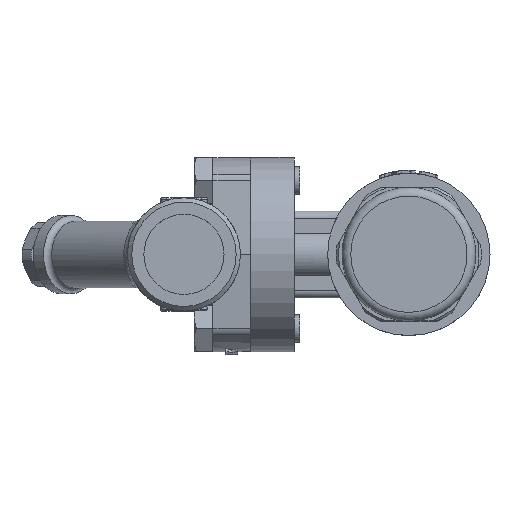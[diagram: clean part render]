
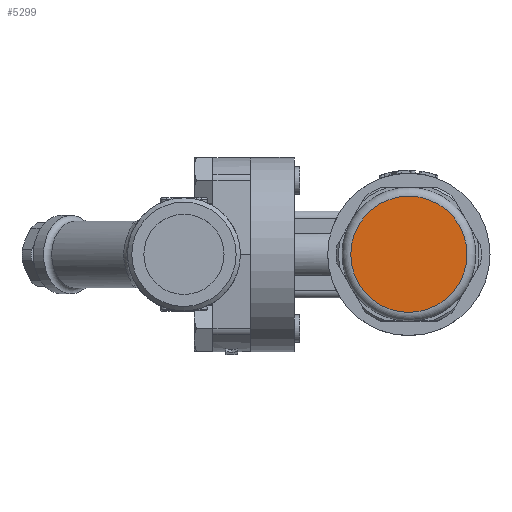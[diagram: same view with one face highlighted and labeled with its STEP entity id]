
A CAD part, top view. The second image highlights one B-rep face of the part: STEP entity #5299.
In plain terms, the highlighted planar face has unit normal (0, 0, 1).
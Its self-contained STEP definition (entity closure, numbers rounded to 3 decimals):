
#404=PLANE('',#5738);
#568=FACE_OUTER_BOUND('',#913,.T.);
#913=EDGE_LOOP('',(#3816,#3817));
#1855=CIRCLE('',#5735,20.05);
#1856=CIRCLE('',#5736,20.05);
#2237=VERTEX_POINT('',#8456);
#2238=VERTEX_POINT('',#8457);
#2824=EDGE_CURVE('',#2237,#2238,#1855,.T.);
#2825=EDGE_CURVE('',#2238,#2237,#1856,.T.);
#3816=ORIENTED_EDGE('',*,*,#2824,.T.);
#3817=ORIENTED_EDGE('',*,*,#2825,.T.);
#5299=ADVANCED_FACE('',(#568),#404,.T.);
#5735=AXIS2_PLACEMENT_3D('',#8458,#6603,#6604);
#5736=AXIS2_PLACEMENT_3D('',#8459,#6605,#6606);
#5738=AXIS2_PLACEMENT_3D('',#8461,#6609,#6610);
#6603=DIRECTION('center_axis',(0.,0.,1.));
#6604=DIRECTION('ref_axis',(1.,0.,0.));
#6605=DIRECTION('center_axis',(0.,0.,1.));
#6606=DIRECTION('ref_axis',(1.,0.,0.));
#6609=DIRECTION('center_axis',(0.,0.,1.));
#6610=DIRECTION('ref_axis',(1.,0.,0.));
#8456=CARTESIAN_POINT('',(97.665,0.,56.501));
#8457=CARTESIAN_POINT('',(57.565,0.,56.501));
#8458=CARTESIAN_POINT('Origin',(77.615,0.,56.501));
#8459=CARTESIAN_POINT('Origin',(77.615,0.,56.501));
#8461=CARTESIAN_POINT('Origin',(87.64,0.,56.501));
